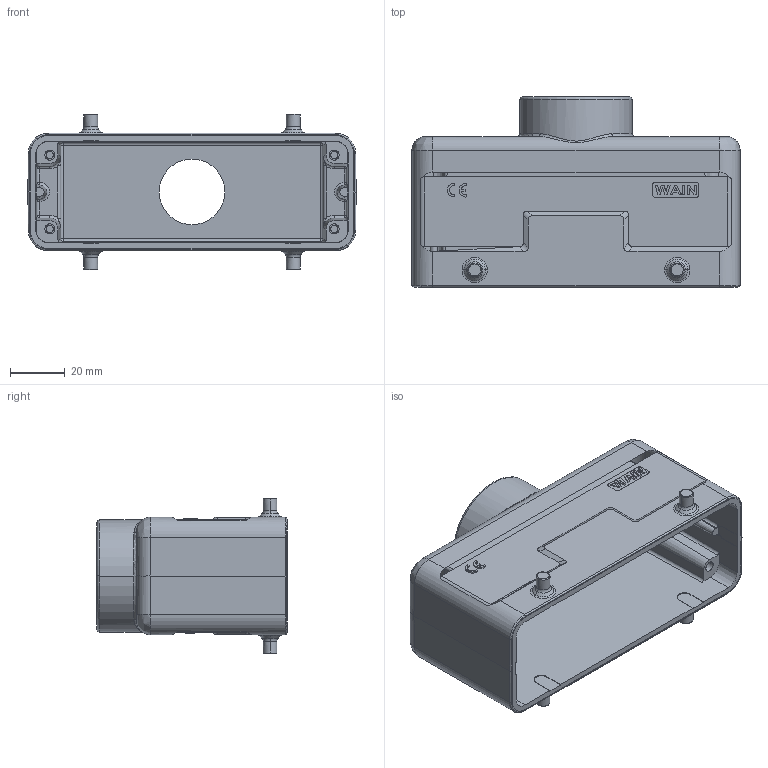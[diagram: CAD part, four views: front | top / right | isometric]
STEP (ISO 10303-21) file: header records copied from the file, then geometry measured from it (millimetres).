
FILE_DESCRIPTION((''),'2;1');
FILE_NAME('3D_1112244301003_EMC_W24B-TE-4B','2024-01-27T',('13034'),(''),'PRO/ENGINEER BY PARAMETRIC TECHNOLOGY CORPORATION, 2012480','PRO/ENGINEER BY PARAMETRIC TECHNOLOGY CORPORATION, 2012480','');
FILE_SCHEMA(('CONFIG_CONTROL_DESIGN'));
Length unit declared in the file: millimetre
Products named in the file (1): 3D_1112244301003_EMC_W24B-TE-4B
Bounding box: 120 x 69.5 x 57 mm (x, y, z)
Volume: 81248.7 mm3; surface area: 45043.2 mm2
Topology: 1 solids, 1 shells, 413 faces, 1105 edges, 707 vertices
Faces by surface type: plane 198, cylinder 123, torus 38, cone 20, bspline 18, sphere 16
Entity records: 13753 total; most frequent: CARTESIAN_POINT 3438, ORIENTED_EDGE 2178, DIRECTION 2132, EDGE_CURVE 1089, AXIS2_PLACEMENT_3D 754, VERTEX_POINT 707, VECTOR 624, LINE 624
